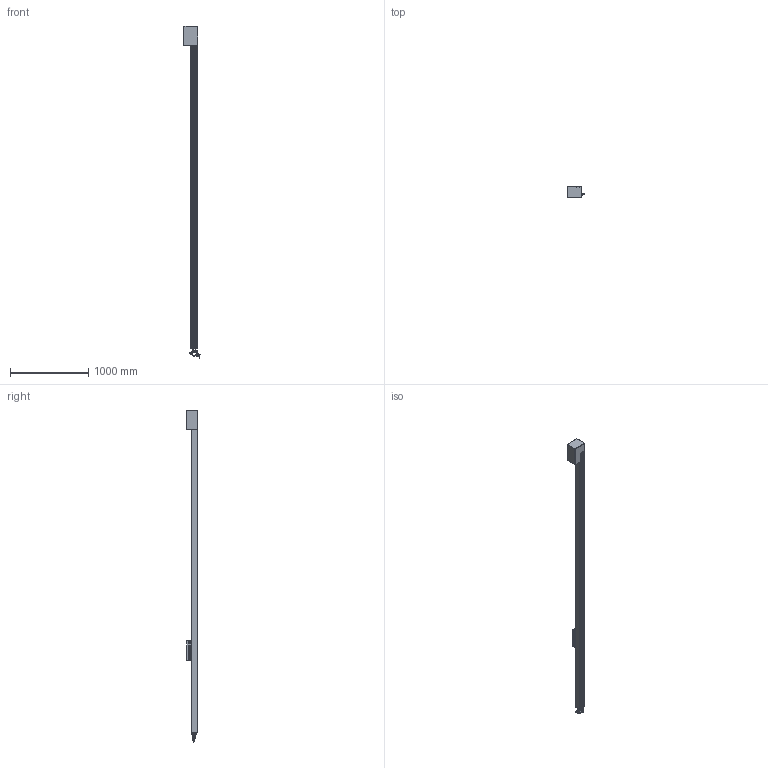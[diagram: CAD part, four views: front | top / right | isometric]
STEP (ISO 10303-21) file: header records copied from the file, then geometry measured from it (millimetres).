
FILE_DESCRIPTION (( 'STEP AP214' ), '1' );
FILE_NAME ('380.701.001_4m_Manipulator_Step.STEP', '2020-07-28T07:15:26', ( '' ), ( '' ), 'SwSTEP 2.0', 'SolidWorks 2020', '' );
FILE_SCHEMA (( 'AUTOMOTIVE_DESIGN' ));
Length unit declared in the file: millimetre
Products named in the file (1): 380.701.001_4m_Manipulator_Step
Bounding box: 205.78 x 147.4 x 4238.8 mm (x, y, z)
Surface area: 2139284.7 mm2 (no closed solid volume)
Topology: 0 solids, 44 shells, 349 faces, 1497 edges, 1152 vertices
Faces by surface type: plane 169, cylinder 139, bspline 33, sphere 4, cone 2, torus 2
Entity records: 21792 total; most frequent: CARTESIAN_POINT 6039, DIRECTION 2430, ORIENTED_EDGE 2167, EDGE_CURVE 1493, VERTEX_POINT 1152, AXIS2_PLACEMENT_3D 831, VECTOR 768, LINE 768
